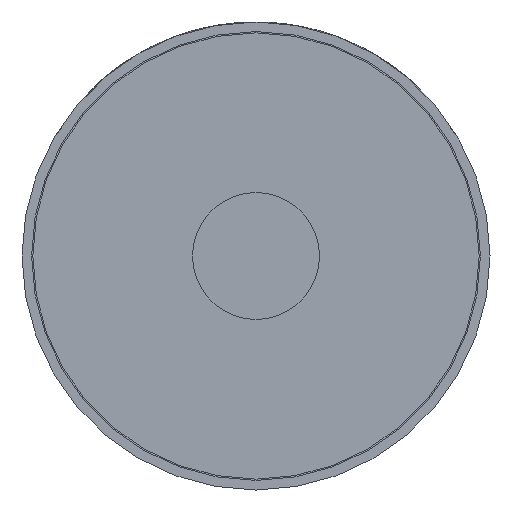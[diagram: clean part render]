
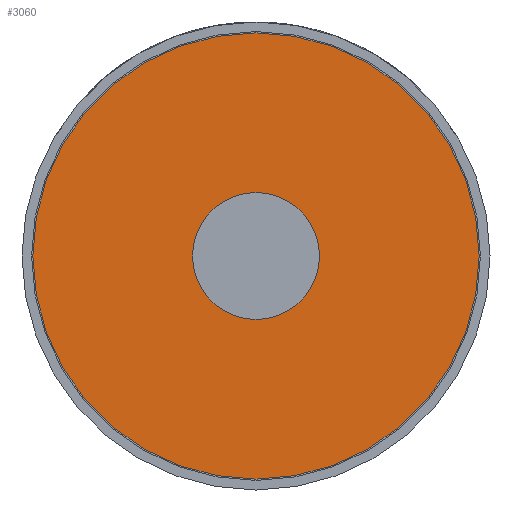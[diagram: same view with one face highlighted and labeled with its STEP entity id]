
A CAD part, front view. The second image highlights one B-rep face of the part: STEP entity #3060.
In plain terms, the highlighted planar face has unit normal (0, -1, 0).
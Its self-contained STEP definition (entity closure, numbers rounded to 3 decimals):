
#117 = ORIENTED_EDGE ( 'NONE', *, *, #650, .T. ) ;
#343 = DIRECTION ( 'NONE',  ( 0., 0., -1. ) ) ;
#388 = CARTESIAN_POINT ( 'NONE',  ( 0.037, 0.053, 0. ) ) ;
#390 = CIRCLE ( 'NONE', #1899, 0.495 ) ;
#634 = CIRCLE ( 'NONE', #3568, 1.74 ) ;
#650 = EDGE_CURVE ( 'NONE', #4761, #3536, #2201, .T. ) ;
#717 = AXIS2_PLACEMENT_3D ( 'NONE', #388, #4883, #343 ) ;
#886 = EDGE_LOOP ( 'NONE', ( #2405, #1943 ) ) ;
#909 = EDGE_LOOP ( 'NONE', ( #2217, #117 ) ) ;
#1089 = CARTESIAN_POINT ( 'NONE',  ( 0.037, 0.053, 0. ) ) ;
#1099 = CARTESIAN_POINT ( 'NONE',  ( 0.037, 0.053, -1.74 ) ) ;
#1179 = CARTESIAN_POINT ( 'NONE',  ( 0.037, 0.053, 0. ) ) ;
#1470 = DIRECTION ( 'NONE',  ( 0., 0., -1. ) ) ;
#1506 = EDGE_CURVE ( 'NONE', #2970, #3760, #390, .T. ) ;
#1534 = DIRECTION ( 'NONE',  ( 0., 1., 0. ) ) ;
#1704 = CARTESIAN_POINT ( 'NONE',  ( 0.037, 0.053, -0.495 ) ) ;
#1899 = AXIS2_PLACEMENT_3D ( 'NONE', #1179, #1534, #3022 ) ;
#1943 = ORIENTED_EDGE ( 'NONE', *, *, #1506, .T. ) ;
#2104 = DIRECTION ( 'NONE',  ( 0., 0., -1. ) ) ;
#2163 = EDGE_CURVE ( 'NONE', #3760, #2970, #2852, .T. ) ;
#2173 = FACE_BOUND ( 'NONE', #886, .T. ) ;
#2201 = CIRCLE ( 'NONE', #4110, 1.74 ) ;
#2217 = ORIENTED_EDGE ( 'NONE', *, *, #2395, .T. ) ;
#2219 = AXIS2_PLACEMENT_3D ( 'NONE', #1089, #4096, #1470 ) ;
#2395 = EDGE_CURVE ( 'NONE', #3536, #4761, #634, .T. ) ;
#2405 = ORIENTED_EDGE ( 'NONE', *, *, #2163, .T. ) ;
#2852 = CIRCLE ( 'NONE', #2219, 0.495 ) ;
#2970 = VERTEX_POINT ( 'NONE', #1704 ) ;
#3022 = DIRECTION ( 'NONE',  ( 0., 0., -1. ) ) ;
#3060 = ADVANCED_FACE ( 'Defeature ausgef�hrt1_5', ( #2173, #3372 ), #3719, .T. ) ;
#3268 = CARTESIAN_POINT ( 'NONE',  ( 0.037, 0.053, 1.74 ) ) ;
#3372 = FACE_OUTER_BOUND ( 'NONE', #909, .T. ) ;
#3536 = VERTEX_POINT ( 'NONE', #1099 ) ;
#3568 = AXIS2_PLACEMENT_3D ( 'NONE', #3823, #4881, #4904 ) ;
#3719 = PLANE ( 'NONE',  #717 ) ;
#3760 = VERTEX_POINT ( 'NONE', #4023 ) ;
#3823 = CARTESIAN_POINT ( 'NONE',  ( 0.037, 0.053, 0. ) ) ;
#4023 = CARTESIAN_POINT ( 'NONE',  ( 0.037, 0.053, 0.495 ) ) ;
#4025 = DIRECTION ( 'NONE',  ( 0., -1., 0. ) ) ;
#4096 = DIRECTION ( 'NONE',  ( 0., 1., 0. ) ) ;
#4110 = AXIS2_PLACEMENT_3D ( 'NONE', #4421, #4025, #2104 ) ;
#4421 = CARTESIAN_POINT ( 'NONE',  ( 0.037, 0.053, 0. ) ) ;
#4761 = VERTEX_POINT ( 'NONE', #3268 ) ;
#4881 = DIRECTION ( 'NONE',  ( 0., -1., 0. ) ) ;
#4883 = DIRECTION ( 'NONE',  ( 0., -1., 0. ) ) ;
#4904 = DIRECTION ( 'NONE',  ( 0., 0., -1. ) ) ;
